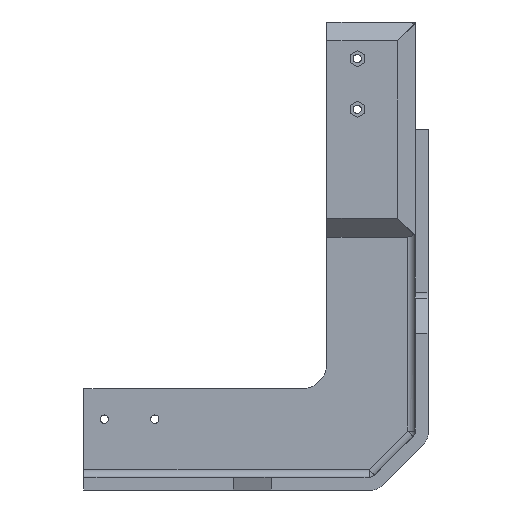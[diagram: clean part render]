
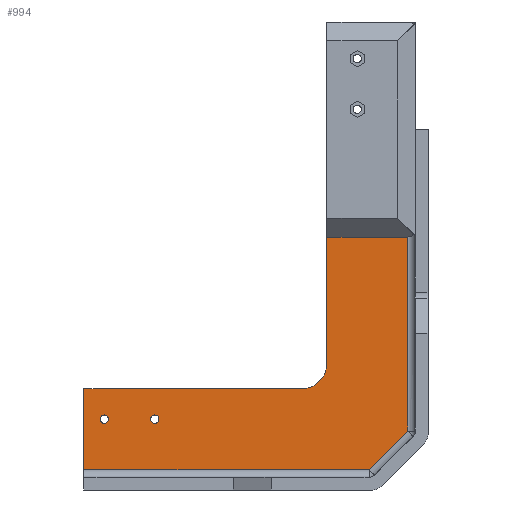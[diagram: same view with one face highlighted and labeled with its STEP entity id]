
A CAD part, front view. The second image highlights one B-rep face of the part: STEP entity #994.
In plain terms, the highlighted planar face has unit normal (0, -1, 0).
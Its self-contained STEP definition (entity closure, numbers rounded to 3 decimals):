
#15 = VERTEX_POINT ( 'NONE', #411 ) ;
#80 = EDGE_CURVE ( 'NONE', #1150, #1457, #2060, .T. ) ;
#109 = CARTESIAN_POINT ( 'NONE',  ( 40., 350., -115.5 ) ) ;
#192 = CARTESIAN_POINT ( 'NONE',  ( 96., 350., -92.5 ) ) ;
#204 = CARTESIAN_POINT ( 'NONE',  ( 86., 350., -102.5 ) ) ;
#208 = FACE_BOUND ( 'NONE', #254, .T. ) ;
#236 = AXIS2_PLACEMENT_3D ( 'NONE', #917, #3033, #2409 ) ;
#254 = EDGE_LOOP ( 'NONE', ( #2745, #1275 ) ) ;
#335 = VERTEX_POINT ( 'NONE', #204 ) ;
#349 = EDGE_CURVE ( 'NONE', #3579, #1183, #3514, .T. ) ;
#389 = CARTESIAN_POINT ( 'NONE',  ( 112.686, 350., -134.5 ) ) ;
#411 = CARTESIAN_POINT ( 'NONE',  ( 128., 350., -42.5 ) ) ;
#417 = ORIENTED_EDGE ( 'NONE', *, *, #349, .F. ) ;
#426 = CARTESIAN_POINT ( 'NONE',  ( 128., 350., -119.186 ) ) ;
#434 = CARTESIAN_POINT ( 'NONE',  ( 128.879, 350., -118.308 ) ) ;
#455 = VERTEX_POINT ( 'NONE', #1797 ) ;
#482 = AXIS2_PLACEMENT_3D ( 'NONE', #3060, #3321, #3019 ) ;
#513 = AXIS2_PLACEMENT_3D ( 'NONE', #109, #1281, #1574 ) ;
#563 = DIRECTION ( 'NONE',  ( -1., 0., 0. ) ) ;
#567 = DIRECTION ( 'NONE',  ( 0., 1., 0. ) ) ;
#720 = LINE ( 'NONE', #434, #1943 ) ;
#738 = DIRECTION ( 'NONE',  ( 0.707, 0., 0.707 ) ) ;
#820 = EDGE_CURVE ( 'NONE', #335, #3854, #2806, .T. ) ;
#826 = CARTESIAN_POINT ( 'NONE',  ( 86., 350., -92.5 ) ) ;
#886 = EDGE_CURVE ( 'NONE', #455, #3372, #1050, .T. ) ;
#910 = ORIENTED_EDGE ( 'NONE', *, *, #80, .T. ) ;
#917 = CARTESIAN_POINT ( 'NONE',  ( 8., 350., -114.5 ) ) ;
#994 = ADVANCED_FACE ( 'NONE', ( #2761, #208, #3220 ), #998, .T. ) ;
#998 = PLANE ( 'NONE',  #513 ) ;
#1050 = CIRCLE ( 'NONE', #482, 1.65 ) ;
#1079 = DIRECTION ( 'NONE',  ( 1., 0., 0. ) ) ;
#1100 = VECTOR ( 'NONE', #563, 1000. ) ;
#1142 = VERTEX_POINT ( 'NONE', #426 ) ;
#1150 = VERTEX_POINT ( 'NONE', #2552 ) ;
#1160 = EDGE_CURVE ( 'NONE', #1457, #1142, #720, .T. ) ;
#1183 = VERTEX_POINT ( 'NONE', #3418 ) ;
#1252 = AXIS2_PLACEMENT_3D ( 'NONE', #2971, #1702, #3541 ) ;
#1275 = ORIENTED_EDGE ( 'NONE', *, *, #886, .F. ) ;
#1281 = DIRECTION ( 'NONE',  ( 0., -1., 0. ) ) ;
#1321 = ORIENTED_EDGE ( 'NONE', *, *, #2999, .F. ) ;
#1338 = VECTOR ( 'NONE', #1929, 1000. ) ;
#1364 = EDGE_CURVE ( 'NONE', #3372, #455, #2732, .T. ) ;
#1457 = VERTEX_POINT ( 'NONE', #389 ) ;
#1467 = DIRECTION ( 'NONE',  ( 0., 0., 1. ) ) ;
#1484 = VECTOR ( 'NONE', #2026, 1000. ) ;
#1574 = DIRECTION ( 'NONE',  ( 0., 0., -1. ) ) ;
#1610 = ORIENTED_EDGE ( 'NONE', *, *, #3180, .T. ) ;
#1700 = CARTESIAN_POINT ( 'NONE',  ( 28., 350., -114.5 ) ) ;
#1702 = DIRECTION ( 'NONE',  ( 0., -1., 0. ) ) ;
#1726 = VERTEX_POINT ( 'NONE', #192 ) ;
#1797 = CARTESIAN_POINT ( 'NONE',  ( 8., 350., -112.85 ) ) ;
#1819 = EDGE_LOOP ( 'NONE', ( #910, #2249, #3739, #1610, #2535, #3156, #3015, #1826 ) ) ;
#1826 = ORIENTED_EDGE ( 'NONE', *, *, #3533, .T. ) ;
#1929 = DIRECTION ( 'NONE',  ( 0., 0., -1. ) ) ;
#1939 = EDGE_CURVE ( 'NONE', #1142, #15, #2581, .T. ) ;
#1943 = VECTOR ( 'NONE', #738, 1000. ) ;
#1977 = CARTESIAN_POINT ( 'NONE',  ( 0., 350., -134.5 ) ) ;
#1995 = LINE ( 'NONE', #3821, #1484 ) ;
#2026 = DIRECTION ( 'NONE',  ( 0., 0., -1. ) ) ;
#2060 = LINE ( 'NONE', #1977, #3703 ) ;
#2084 = DIRECTION ( 'NONE',  ( -1., 0., 0. ) ) ;
#2138 = LINE ( 'NONE', #3142, #1338 ) ;
#2156 = VECTOR ( 'NONE', #1467, 1000. ) ;
#2175 = CARTESIAN_POINT ( 'NONE',  ( 8., 350., -116.15 ) ) ;
#2247 = VERTEX_POINT ( 'NONE', #2861 ) ;
#2249 = ORIENTED_EDGE ( 'NONE', *, *, #1160, .T. ) ;
#2271 = LINE ( 'NONE', #3889, #3653 ) ;
#2319 = DIRECTION ( 'NONE',  ( 0., 0., 1. ) ) ;
#2403 = EDGE_CURVE ( 'NONE', #1726, #335, #3105, .T. ) ;
#2409 = DIRECTION ( 'NONE',  ( 0., 0., 1. ) ) ;
#2516 = CARTESIAN_POINT ( 'NONE',  ( 28., 350., -112.85 ) ) ;
#2535 = ORIENTED_EDGE ( 'NONE', *, *, #3014, .T. ) ;
#2552 = CARTESIAN_POINT ( 'NONE',  ( 0., 350., -134.5 ) ) ;
#2581 = LINE ( 'NONE', #3540, #2156 ) ;
#2672 = CARTESIAN_POINT ( 'NONE',  ( 0., 350., -102.5 ) ) ;
#2732 = CIRCLE ( 'NONE', #236, 1.65 ) ;
#2745 = ORIENTED_EDGE ( 'NONE', *, *, #1364, .F. ) ;
#2761 = FACE_OUTER_BOUND ( 'NONE', #1819, .T. ) ;
#2762 = CIRCLE ( 'NONE', #1252, 1.65 ) ;
#2806 = LINE ( 'NONE', #2672, #1100 ) ;
#2861 = CARTESIAN_POINT ( 'NONE',  ( 96., 350., -42.5 ) ) ;
#2971 = CARTESIAN_POINT ( 'NONE',  ( 28., 350., -114.5 ) ) ;
#2999 = EDGE_CURVE ( 'NONE', #1183, #3579, #2762, .T. ) ;
#3014 = EDGE_CURVE ( 'NONE', #2247, #1726, #1995, .T. ) ;
#3015 = ORIENTED_EDGE ( 'NONE', *, *, #820, .T. ) ;
#3019 = DIRECTION ( 'NONE',  ( 0., 0., 1. ) ) ;
#3033 = DIRECTION ( 'NONE',  ( 0., -1., 0. ) ) ;
#3058 = AXIS2_PLACEMENT_3D ( 'NONE', #826, #567, #2319 ) ;
#3060 = CARTESIAN_POINT ( 'NONE',  ( 8., 350., -114.5 ) ) ;
#3105 = CIRCLE ( 'NONE', #3058, 10. ) ;
#3142 = CARTESIAN_POINT ( 'NONE',  ( 0., 350., 0. ) ) ;
#3156 = ORIENTED_EDGE ( 'NONE', *, *, #2403, .T. ) ;
#3161 = EDGE_LOOP ( 'NONE', ( #1321, #417 ) ) ;
#3180 = EDGE_CURVE ( 'NONE', #15, #2247, #2271, .T. ) ;
#3216 = DIRECTION ( 'NONE',  ( 0., 0., 1. ) ) ;
#3220 = FACE_BOUND ( 'NONE', #3161, .T. ) ;
#3321 = DIRECTION ( 'NONE',  ( 0., -1., 0. ) ) ;
#3372 = VERTEX_POINT ( 'NONE', #2175 ) ;
#3418 = CARTESIAN_POINT ( 'NONE',  ( 28., 350., -116.15 ) ) ;
#3514 = CIRCLE ( 'NONE', #3714, 1.65 ) ;
#3533 = EDGE_CURVE ( 'NONE', #3854, #1150, #2138, .T. ) ;
#3538 = DIRECTION ( 'NONE',  ( 0., -1., 0. ) ) ;
#3540 = CARTESIAN_POINT ( 'NONE',  ( 128., 350., 0. ) ) ;
#3541 = DIRECTION ( 'NONE',  ( 0., 0., 1. ) ) ;
#3579 = VERTEX_POINT ( 'NONE', #2516 ) ;
#3653 = VECTOR ( 'NONE', #2084, 1000. ) ;
#3703 = VECTOR ( 'NONE', #1079, 1000. ) ;
#3714 = AXIS2_PLACEMENT_3D ( 'NONE', #1700, #3538, #3216 ) ;
#3739 = ORIENTED_EDGE ( 'NONE', *, *, #1939, .T. ) ;
#3821 = CARTESIAN_POINT ( 'NONE',  ( 96., 350., 0. ) ) ;
#3854 = VERTEX_POINT ( 'NONE', #3862 ) ;
#3862 = CARTESIAN_POINT ( 'NONE',  ( 0., 350., -102.5 ) ) ;
#3889 = CARTESIAN_POINT ( 'NONE',  ( 96., 350., -42.5 ) ) ;
